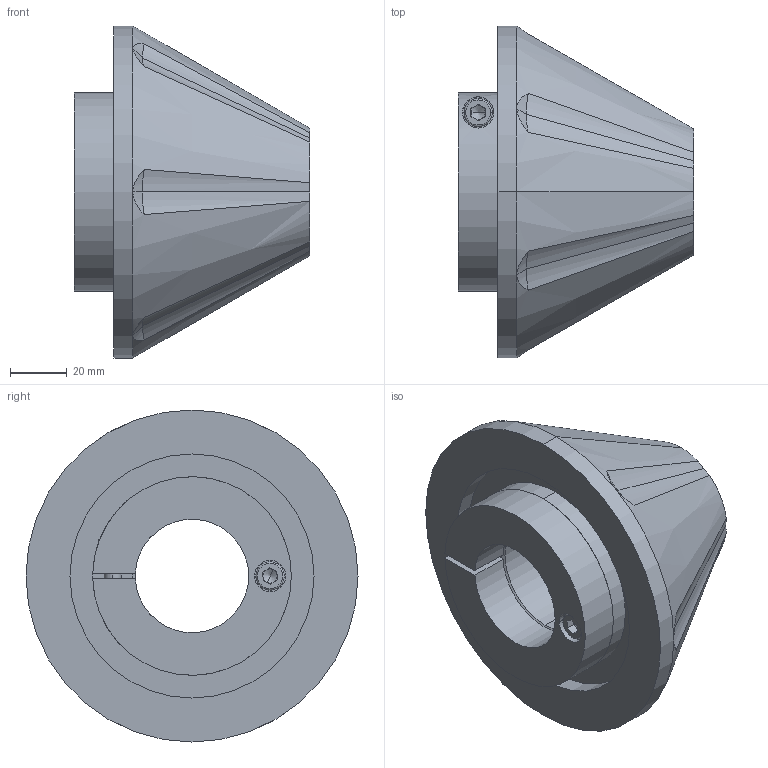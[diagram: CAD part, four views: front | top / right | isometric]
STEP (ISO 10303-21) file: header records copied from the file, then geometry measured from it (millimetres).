
FILE_DESCRIPTION (( 'STEP AP214' ), '1' );
FILE_NAME ('EL II-40-F-70.STEP', '2019-11-08T10:07:30', ( '' ), ( '' ), 'SwSTEP 2.0', 'SolidWorks 2019', '' );
FILE_SCHEMA (( 'AUTOMOTIVE_DESIGN' ));
Length unit declared in the file: millimetre
Products named in the file (1): EL II-40-F-70
Bounding box: 83 x 117 x 117 mm (x, y, z)
Volume: 345587.5 mm3; surface area: 55245.7 mm2
Topology: 4 solids, 4 shells, 118 faces, 270 edges, 163 vertices
Faces by surface type: cone 40, plane 40, cylinder 30, torus 8
Entity records: 4993 total; most frequent: CARTESIAN_POINT 988, DIRECTION 574, ORIENTED_EDGE 528, EDGE_CURVE 264, AXIS2_PLACEMENT_3D 231, VERTEX_POINT 163, EDGE_LOOP 135, UNCERTAINTY_MEASURE_WITH_UNIT 124
